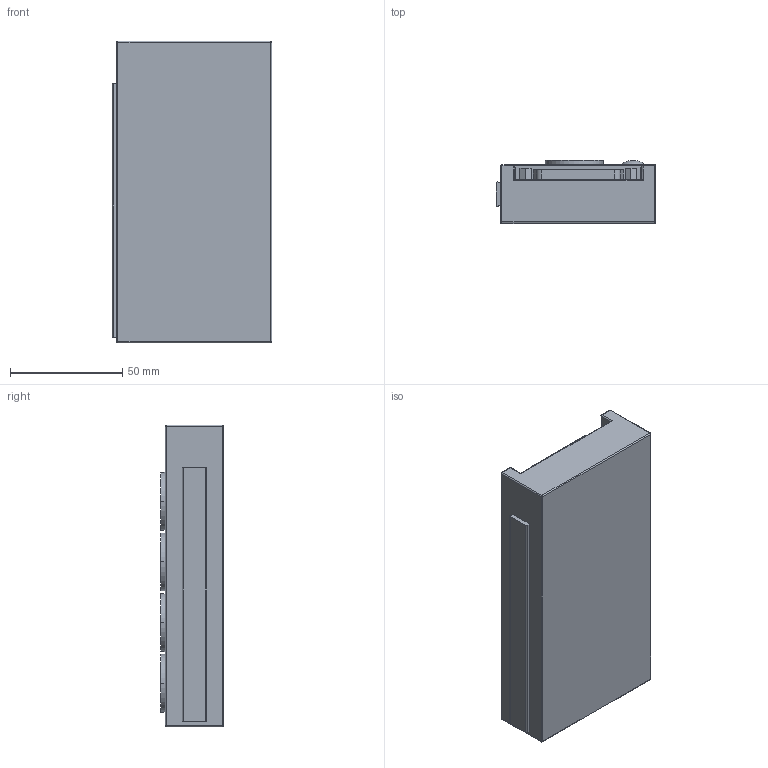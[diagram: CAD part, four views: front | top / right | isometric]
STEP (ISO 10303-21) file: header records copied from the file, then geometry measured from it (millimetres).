
FILE_DESCRIPTION (( 'STEP AP203' ), '1' );
FILE_NAME ('mcs411-t04-d4(d2).step', '2019-10-11T02:15:55', ( 'yrd8' ), ( 'Hewlett-Packard Company' ), 'SwSTEP 2.0', 'SolidWorks 2008', '' );
FILE_SCHEMA (( 'CONFIG_CONTROL_DESIGN' ));
Length unit declared in the file: millimetre
Products named in the file (1): mcs411-t04-d4(d2)
Bounding box: 71 x 28 x 134.5 mm (x, y, z)
Volume: 240760 mm3; surface area: 33539.3 mm2
Topology: 1 solids, 1 shells, 249 faces, 609 edges, 379 vertices
Faces by surface type: plane 109, cylinder 95, sphere 35, torus 10
Entity records: 6944 total; most frequent: DIRECTION 1259, CARTESIAN_POINT 1159, ORIENTED_EDGE 1098, EDGE_CURVE 549, AXIS2_PLACEMENT_3D 462, VERTEX_POINT 354, LINE 335, VECTOR 335
